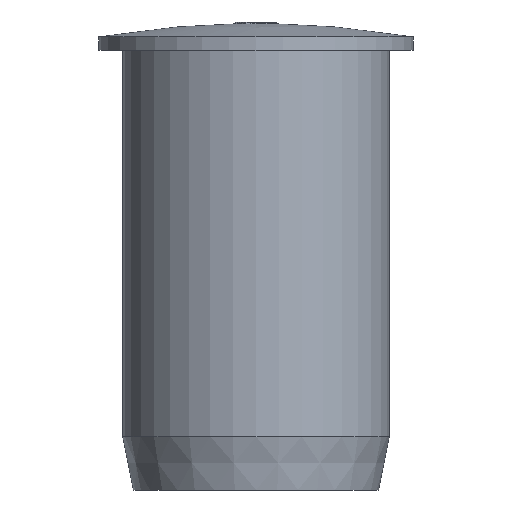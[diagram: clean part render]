
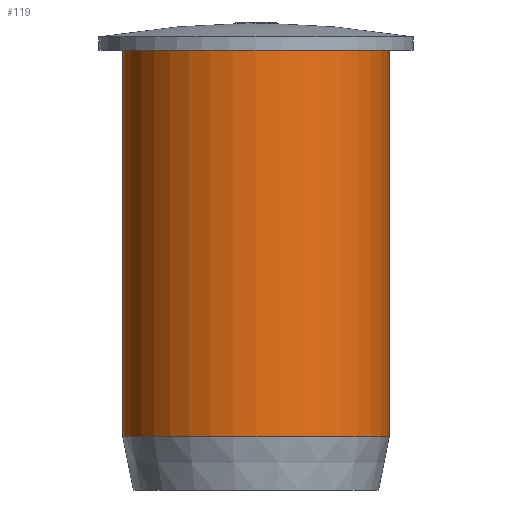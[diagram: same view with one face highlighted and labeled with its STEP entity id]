
A CAD part, front view. The second image highlights one B-rep face of the part: STEP entity #119.
In plain terms, the highlighted cylindrical face has radius 5 mm (diameter 10 mm), a full revolution.
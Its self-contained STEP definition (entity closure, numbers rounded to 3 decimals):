
#114=CYLINDRICAL_SURFACE('',#449,5.);
#119=ADVANCED_FACE('',(#151,#152),#114,.T.);
#151=FACE_BOUND('',#168,.T.);
#152=FACE_BOUND('',#169,.T.);
#168=EDGE_LOOP('',(#247));
#169=EDGE_LOOP('',(#248));
#247=ORIENTED_EDGE('',*,*,#386,.T.);
#248=ORIENTED_EDGE('',*,*,#385,.T.);
#348=VERTEX_POINT('',#661);
#349=VERTEX_POINT('',#664);
#385=EDGE_CURVE('',#348,#348,#431,.T.);
#386=EDGE_CURVE('',#349,#349,#432,.T.);
#431=CIRCLE('',#446,5.);
#432=CIRCLE('',#448,5.);
#446=AXIS2_PLACEMENT_3D('',#660,#485,#486);
#448=AXIS2_PLACEMENT_3D('',#663,#489,#490);
#449=AXIS2_PLACEMENT_3D('',#665,#491,#492);
#485=DIRECTION('',(0.,0.,-1.));
#486=DIRECTION('',(-1.,0.,0.));
#489=DIRECTION('',(0.,0.,1.));
#490=DIRECTION('',(1.,0.,0.));
#491=DIRECTION('',(0.,0.,-1.));
#492=DIRECTION('',(-1.,0.,0.));
#660=CARTESIAN_POINT('',(0.,0.,0.));
#661=CARTESIAN_POINT('',(-5.,0.,0.));
#663=CARTESIAN_POINT('',(0.,0.,-14.5));
#664=CARTESIAN_POINT('',(5.,0.,-14.5));
#665=CARTESIAN_POINT('',(0.,0.,0.));
